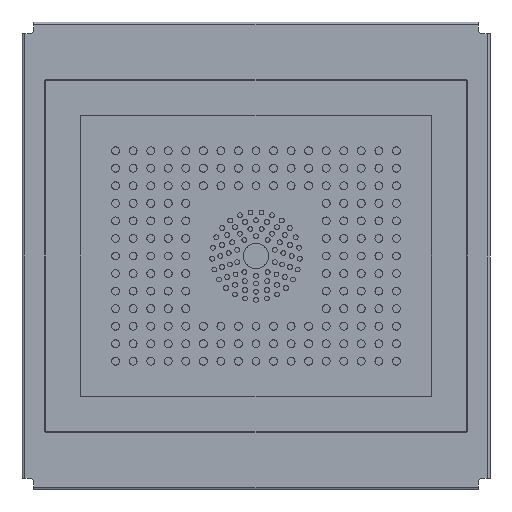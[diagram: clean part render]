
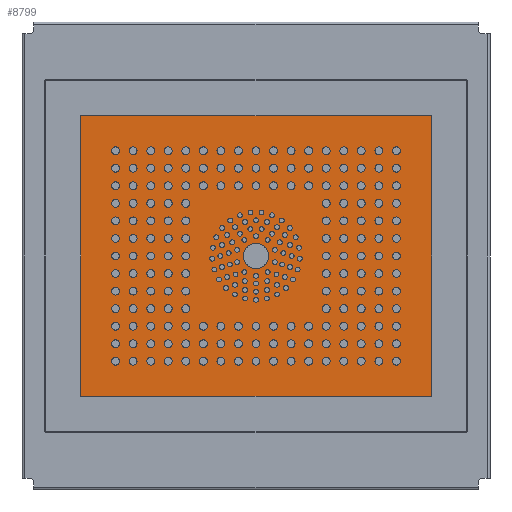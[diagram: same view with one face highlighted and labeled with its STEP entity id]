
A CAD part, front view. The second image highlights one B-rep face of the part: STEP entity #8799.
In plain terms, the highlighted planar face has unit normal (0, -1, 0).
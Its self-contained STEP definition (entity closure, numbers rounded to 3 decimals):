
#122 = LINE ( 'NONE', #7066, #4371 ) ;
#172 = AXIS2_PLACEMENT_3D ( 'NONE', #12045, #20600, #15349 ) ;
#348 = EDGE_LOOP ( 'NONE', ( #11818, #20154 ) ) ;
#567 = CARTESIAN_POINT ( 'NONE',  ( -150., 0., 119.729 ) ) ;
#792 = AXIS2_PLACEMENT_3D ( 'NONE', #4440, #9783, #22085 ) ;
#1211 = PLANE ( 'NONE',  #172 ) ;
#1551 = CARTESIAN_POINT ( 'NONE',  ( 0., 0., 0. ) ) ;
#1647 = DIRECTION ( 'NONE',  ( 0., 0., 1. ) ) ;
#1929 = VERTEX_POINT ( 'NONE', #17315 ) ;
#2904 = CARTESIAN_POINT ( 'NONE',  ( -149.729, 0., 119.729 ) ) ;
#4371 = VECTOR ( 'NONE', #14017, 1000. ) ;
#4440 = CARTESIAN_POINT ( 'NONE',  ( 0., 0., 0. ) ) ;
#5783 = ORIENTED_EDGE ( 'NONE', *, *, #13265, .F. ) ;
#5885 = VERTEX_POINT ( 'NONE', #2904 ) ;
#6324 = EDGE_CURVE ( 'NONE', #20200, #7410, #7886, .T. ) ;
#6945 = CIRCLE ( 'NONE', #10959, 10.75 ) ;
#7066 = CARTESIAN_POINT ( 'NONE',  ( -149.729, 0., -120. ) ) ;
#7410 = VERTEX_POINT ( 'NONE', #14844 ) ;
#7761 = LINE ( 'NONE', #567, #22223 ) ;
#7870 = ORIENTED_EDGE ( 'NONE', *, *, #17616, .F. ) ;
#7886 = LINE ( 'NONE', #8130, #19324 ) ;
#8130 = CARTESIAN_POINT ( 'NONE',  ( -150., 0., -119.729 ) ) ;
#8287 = DIRECTION ( 'NONE',  ( 0., 0., -1. ) ) ;
#8799 = ADVANCED_FACE ( 'NONE', ( #14767, #13068 ), #1211, .F. ) ;
#9167 = EDGE_LOOP ( 'NONE', ( #7870, #12501, #11836, #5783 ) ) ;
#9263 = CARTESIAN_POINT ( 'NONE',  ( 149.729, 0., 119.729 ) ) ;
#9783 = DIRECTION ( 'NONE',  ( 0., 1., 0. ) ) ;
#9880 = CARTESIAN_POINT ( 'NONE',  ( 0., 0., -10.75 ) ) ;
#9965 = DIRECTION ( 'NONE',  ( -1., 0., 0. ) ) ;
#10959 = AXIS2_PLACEMENT_3D ( 'NONE', #1551, #17284, #1647 ) ;
#11074 = DIRECTION ( 'NONE',  ( 1., 0., 0. ) ) ;
#11818 = ORIENTED_EDGE ( 'NONE', *, *, #14798, .T. ) ;
#11836 = ORIENTED_EDGE ( 'NONE', *, *, #20470, .F. ) ;
#12045 = CARTESIAN_POINT ( 'NONE',  ( 0., 0., 0. ) ) ;
#12501 = ORIENTED_EDGE ( 'NONE', *, *, #6324, .F. ) ;
#13068 = FACE_OUTER_BOUND ( 'NONE', #9167, .T. ) ;
#13121 = VECTOR ( 'NONE', #8287, 1000. ) ;
#13265 = EDGE_CURVE ( 'NONE', #5885, #16030, #7761, .T. ) ;
#14017 = DIRECTION ( 'NONE',  ( 0., 0., 1. ) ) ;
#14171 = VERTEX_POINT ( 'NONE', #9880 ) ;
#14581 = CARTESIAN_POINT ( 'NONE',  ( 149.729, 0., -119.729 ) ) ;
#14767 = FACE_BOUND ( 'NONE', #348, .T. ) ;
#14798 = EDGE_CURVE ( 'NONE', #14171, #1929, #20844, .T. ) ;
#14844 = CARTESIAN_POINT ( 'NONE',  ( -149.729, 0., -119.729 ) ) ;
#15349 = DIRECTION ( 'NONE',  ( 0., 0., 1. ) ) ;
#16030 = VERTEX_POINT ( 'NONE', #9263 ) ;
#16960 = CARTESIAN_POINT ( 'NONE',  ( 149.729, 0., -120. ) ) ;
#17284 = DIRECTION ( 'NONE',  ( 0., 1., 0. ) ) ;
#17315 = CARTESIAN_POINT ( 'NONE',  ( 0., 0., 10.75 ) ) ;
#17616 = EDGE_CURVE ( 'NONE', #7410, #5885, #122, .T. ) ;
#19174 = EDGE_CURVE ( 'NONE', #1929, #14171, #6945, .T. ) ;
#19324 = VECTOR ( 'NONE', #9965, 1000. ) ;
#20154 = ORIENTED_EDGE ( 'NONE', *, *, #19174, .T. ) ;
#20200 = VERTEX_POINT ( 'NONE', #14581 ) ;
#20399 = LINE ( 'NONE', #16960, #13121 ) ;
#20470 = EDGE_CURVE ( 'NONE', #16030, #20200, #20399, .T. ) ;
#20600 = DIRECTION ( 'NONE',  ( 0., 1., 0. ) ) ;
#20844 = CIRCLE ( 'NONE', #792, 10.75 ) ;
#22085 = DIRECTION ( 'NONE',  ( 0., 0., 1. ) ) ;
#22223 = VECTOR ( 'NONE', #11074, 1000. ) ;
